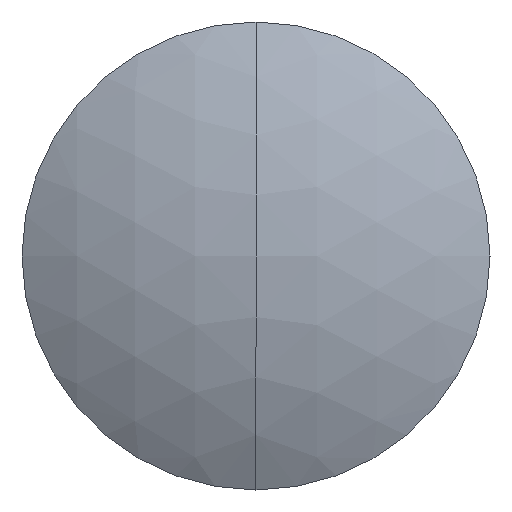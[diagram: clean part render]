
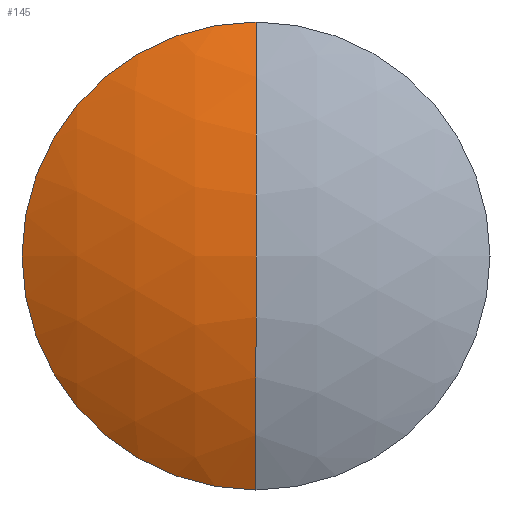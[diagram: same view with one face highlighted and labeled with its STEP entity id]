
A CAD part, left-side view. The second image highlights one B-rep face of the part: STEP entity #145.
In plain terms, the highlighted spherical face has radius 12.9 mm.
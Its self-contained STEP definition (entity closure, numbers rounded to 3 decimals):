
#7 = EDGE_LOOP ( 'NONE', ( #21, #73, #311 ) ) ;
#10 = DIRECTION ( 'NONE',  ( 0., 0., 1. ) ) ;
#21 = ORIENTED_EDGE ( 'NONE', *, *, #59, .T. ) ;
#25 = AXIS2_PLACEMENT_3D ( 'NONE', #195, #91, #90 ) ;
#59 = EDGE_CURVE ( 'NONE', #321, #214, #255, .T. ) ;
#73 = ORIENTED_EDGE ( 'NONE', *, *, #161, .T. ) ;
#90 = DIRECTION ( 'NONE',  ( 0., 0., -1. ) ) ;
#91 = DIRECTION ( 'NONE',  ( 0., -1., 0. ) ) ;
#96 = CARTESIAN_POINT ( 'NONE',  ( -0.951, 0., 6.35 ) ) ;
#98 = EDGE_CURVE ( 'NONE', #321, #175, #328, .T. ) ;
#106 = FACE_OUTER_BOUND ( 'NONE', #7, .T. ) ;
#140 = DIRECTION ( 'NONE',  ( 0., 0., 1. ) ) ;
#143 = DIRECTION ( 'NONE',  ( 0., 1., 0. ) ) ;
#145 = ADVANCED_FACE ( 'NONE', ( #106 ), #243, .T. ) ;
#151 = CARTESIAN_POINT ( 'NONE',  ( 10.278, 0., 0. ) ) ;
#161 = EDGE_CURVE ( 'NONE', #214, #175, #261, .T. ) ;
#169 = CARTESIAN_POINT ( 'NONE',  ( -2.622, 0., 0. ) ) ;
#175 = VERTEX_POINT ( 'NONE', #169 ) ;
#193 = CARTESIAN_POINT ( 'NONE',  ( 10.278, 0., 0. ) ) ;
#195 = CARTESIAN_POINT ( 'NONE',  ( 10.278, 0., 0. ) ) ;
#212 = AXIS2_PLACEMENT_3D ( 'NONE', #193, #241, #10 ) ;
#214 = VERTEX_POINT ( 'NONE', #327 ) ;
#241 = DIRECTION ( 'NONE',  ( 0., 1., 0. ) ) ;
#242 = AXIS2_PLACEMENT_3D ( 'NONE', #151, #143, #140 ) ;
#243 = SPHERICAL_SURFACE ( 'NONE', #242, 12.9 ) ;
#255 = CIRCLE ( 'NONE', #326, 6.35 ) ;
#261 = CIRCLE ( 'NONE', #212, 12.9 ) ;
#294 = DIRECTION ( 'NONE',  ( 0., 0., 1. ) ) ;
#311 = ORIENTED_EDGE ( 'NONE', *, *, #98, .F. ) ;
#321 = VERTEX_POINT ( 'NONE', #96 ) ;
#324 = DIRECTION ( 'NONE',  ( -1., 0., 0. ) ) ;
#326 = AXIS2_PLACEMENT_3D ( 'NONE', #345, #324, #294 ) ;
#327 = CARTESIAN_POINT ( 'NONE',  ( -0.951, 0., -6.35 ) ) ;
#328 = CIRCLE ( 'NONE', #25, 12.9 ) ;
#345 = CARTESIAN_POINT ( 'NONE',  ( -0.951, 0., 0. ) ) ;
